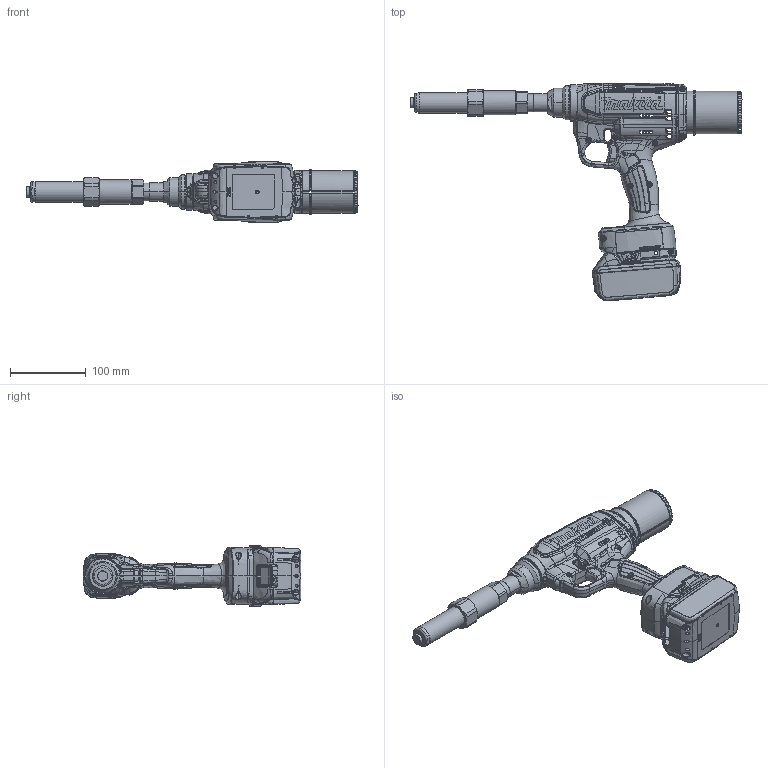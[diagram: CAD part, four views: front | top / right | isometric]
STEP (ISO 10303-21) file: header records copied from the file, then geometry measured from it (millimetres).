
FILE_DESCRIPTION(/* description */ (''),/* implementation_level */ '2;1');
FILE_NAME(/* name */ 'BV4500-118_AD-BOAG-227_99-7924_CLR.stp',/* time_stamp */ '2022-11-29T12:40:12-05:00',/* author */ (''),/* organization */ (''),/* preprocessor_version */ 'ST-DEVELOPER v16.7',/* originating_system */ 'SIEMENS PLM Software NX 1946',/* authorisation */ '');
FILE_SCHEMA (('AP203_CONFIGURATION_CONTROLLED_3D_DESIGN_OF_MECHANICAL_PARTS_AND_ASSEMBLIES_MIM_LF { 1 0 10303 403 2 1 2}'));
Length unit declared in the file: millimetre
Products named in the file (1): BV4500-118_CLR_stp
Bounding box: 437.49 x 287.06 x 80 mm (x, y, z)
Volume: 100217.5 mm3; surface area: 144279 mm2
Topology: 1 solids, 1892 shells, 2039 faces, 11023 edges, 10868 vertices
Faces by surface type: bspline 1286, cylinder 238, plane 210, cone 139, torus 82, sphere 45, extrusion 31, revolution 8
Full cylindrical faces by diameter (mm): 13.564 x1, 26.86 x1, 26.924 x1, 27.165 x1, 30.353 x9, 31.75 x1
Entity records: 286991 total; most frequent: CARTESIAN_POINT 207099, ORIENTED_EDGE 11277, EDGE_CURVE 10953, VERTEX_POINT 10838, DIRECTION 7191, B_SPLINE_CURVE_WITH_KNOTS 6674, AXIS2_PLACEMENT_3D 2728, EDGE_LOOP 2128
